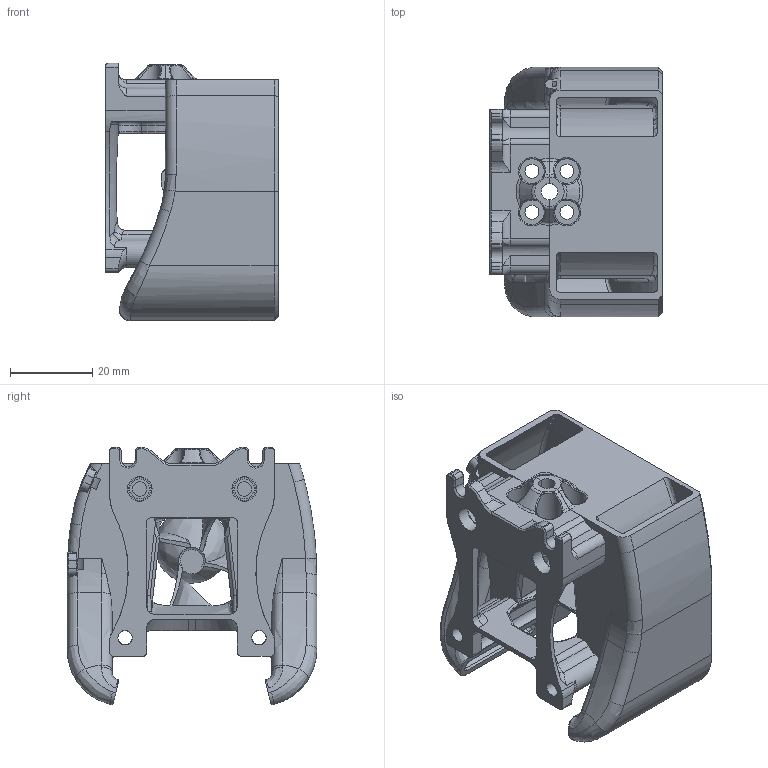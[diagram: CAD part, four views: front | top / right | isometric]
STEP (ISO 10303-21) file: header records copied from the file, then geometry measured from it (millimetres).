
FILE_DESCRIPTION(/* description */ (''),/* implementation_level */ '2;1');
FILE_NAME(/* name */ 'RevoVoron_AB_4020.step',/* time_stamp */ '2022-03-06T11:28:04-06:00',/* author */ (''),/* organization */ (''),/* preprocessor_version */ 'ST-DEVELOPER v18.1',/* originating_system */ 'Autodesk Translation Framework v10.13.0.1454',/* authorisation */ '');
FILE_SCHEMA (('AUTOMOTIVE_DESIGN { 1 0 10303 214 3 1 1 }'));
Length unit declared in the file: millimetre
Products named in the file (7): (Unsaved); VORON_Toolhead_Master; Dragon Toolhead Final v3_fixed; Dragon Toolhead Final v3_fixed(2)^Dragon Toolhead Final v3_fixed; ^Dragon Toolhead Final v3_fixed(2)_Dragon Toolhead Final v3_fixed; ^_Dragon Toolhead Final v3_fixed(2)_Dragon Toolhead Final v3_fixed; Dragon Front proposal
Assembly tree (6 placements, depth 6):
  (Unsaved)
    VORON_Toolhead_Master
      Dragon Toolhead Final v3_fixed
        Dragon Toolhead Final v3_fixed(2)^Dragon Toolhead Final v3_fixed
          ^Dragon Toolhead Final v3_fixed(2)_Dragon Toolhead Final v3_fixed
            ^_Dragon Toolhead Final v3_fixed(2)_Dragon Toolhead Final v3_fixed
    Dragon Front proposal
Bounding box: 41.89 x 60.58 x 62.6 mm (x, y, z)
Volume: 48206.6 mm3; surface area: 29961.3 mm2
Topology: 2 solids, 2 shells, 746 faces, 2043 edges, 1299 vertices
Faces by surface type: bspline 276, plane 188, cylinder 173, torus 67, cone 37, sphere 5
Full cylindrical faces by diameter (mm): 3.4 x4, 3.5 x6, 4.8 x4, 6 x8
Entity records: 39308 total; most frequent: CARTESIAN_POINT 21968, ORIENTED_EDGE 4084, DIRECTION 2894, EDGE_CURVE 2042, VERTEX_POINT 1299, AXIS2_PLACEMENT_3D 1097, EDGE_LOOP 787, FACE_OUTER_BOUND 746
